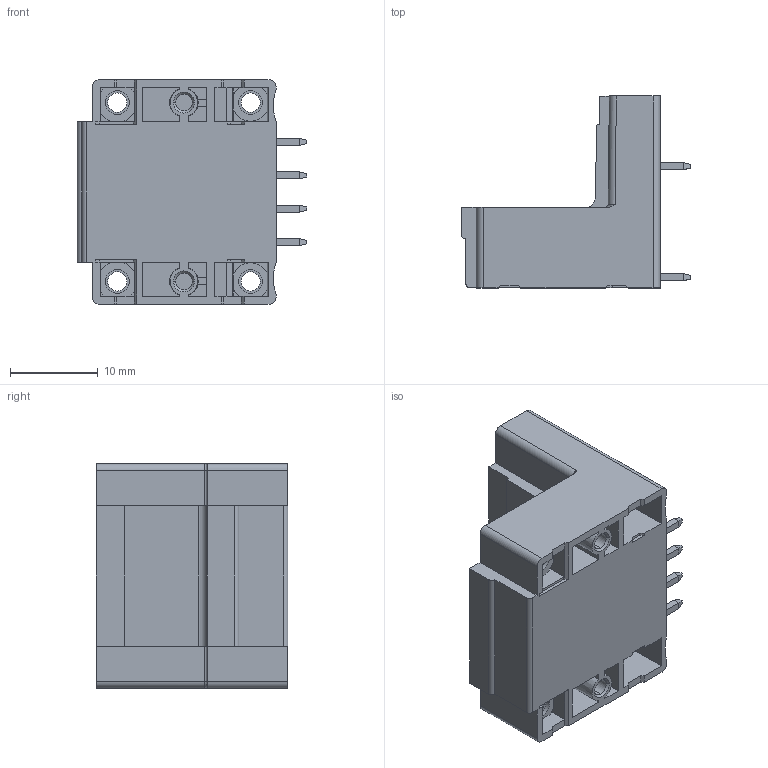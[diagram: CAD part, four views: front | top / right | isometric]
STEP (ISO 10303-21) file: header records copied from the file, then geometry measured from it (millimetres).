
FILE_DESCRIPTION((''),'2;1');
FILE_NAME('TLPHDW-105R-1','2024-09-24T10:23:58',('sheji109'),(''),'CREO PARAMETRIC BY PTC INC, 2018100','CREO PARAMETRIC BY PTC INC, 2018100','');
FILE_SCHEMA(('CONFIG_CONTROL_DESIGN'));
Length unit declared in the file: millimetre
Products named in the file (1): TLPHDW-105R-1
Bounding box: 26.2 x 21.9 x 25.63 mm (x, y, z)
Volume: 5080.8 mm3; surface area: 6429.8 mm2
Topology: 1 solids, 1 shells, 815 faces, 2217 edges, 1439 vertices
Faces by surface type: plane 622, cylinder 171, cone 16, sphere 4, bspline 2
Entity records: 25592 total; most frequent: CARTESIAN_POINT 4763, ORIENTED_EDGE 4426, DIRECTION 4158, EDGE_CURVE 2213, VECTOR 1774, LINE 1774, VERTEX_POINT 1439, AXIS2_PLACEMENT_3D 1192
